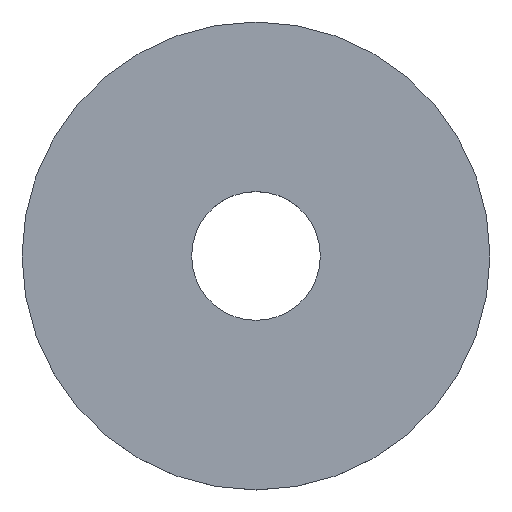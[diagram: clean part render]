
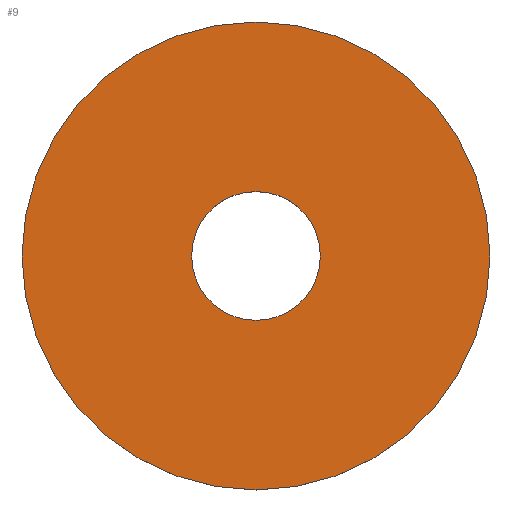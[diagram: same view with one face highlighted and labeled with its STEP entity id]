
A CAD part, top view. The second image highlights one B-rep face of the part: STEP entity #9.
In plain terms, the highlighted planar face has unit normal (0, 0, 1).
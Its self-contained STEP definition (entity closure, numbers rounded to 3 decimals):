
#4 = DIRECTION ( 'NONE',  ( 0., 1., 0. ) ) ;
#9 = ADVANCED_FACE ( 'NONE', ( #34, #117 ), #48, .T. ) ;
#11 = EDGE_LOOP ( 'NONE', ( #12 ) ) ;
#12 = ORIENTED_EDGE ( 'NONE', *, *, #122, .T. ) ;
#13 = CARTESIAN_POINT ( 'NONE',  ( 0., 0., 2.5 ) ) ;
#28 = VERTEX_POINT ( 'NONE', #106 ) ;
#34 = FACE_BOUND ( 'NONE', #11, .T. ) ;
#36 = CARTESIAN_POINT ( 'NONE',  ( 0., 11., 2.5 ) ) ;
#48 = PLANE ( 'NONE',  #130 ) ;
#49 = CIRCLE ( 'NONE', #92, 11. ) ;
#52 = CIRCLE ( 'NONE', #76, 40. ) ;
#61 = CARTESIAN_POINT ( 'NONE',  ( 0., 40., 2.5 ) ) ;
#76 = AXIS2_PLACEMENT_3D ( 'NONE', #13, #110, #154 ) ;
#81 = CARTESIAN_POINT ( 'NONE',  ( 0., 0., 2.5 ) ) ;
#92 = AXIS2_PLACEMENT_3D ( 'NONE', #81, #119, #4 ) ;
#100 = DIRECTION ( 'NONE',  ( 0., 0., 1. ) ) ;
#106 = CARTESIAN_POINT ( 'NONE',  ( 0., 11., 2.5 ) ) ;
#110 = DIRECTION ( 'NONE',  ( 0., 0., -1. ) ) ;
#116 = DIRECTION ( 'NONE',  ( 0., -1., 0. ) ) ;
#117 = FACE_OUTER_BOUND ( 'NONE', #128, .T. ) ;
#119 = DIRECTION ( 'NONE',  ( 0., 0., -1. ) ) ;
#122 = EDGE_CURVE ( 'NONE', #28, #28, #49, .T. ) ;
#128 = EDGE_LOOP ( 'NONE', ( #157 ) ) ;
#130 = AXIS2_PLACEMENT_3D ( 'NONE', #36, #100, #116 ) ;
#145 = VERTEX_POINT ( 'NONE', #61 ) ;
#154 = DIRECTION ( 'NONE',  ( 0., 1., 0. ) ) ;
#157 = ORIENTED_EDGE ( 'NONE', *, *, #168, .F. ) ;
#168 = EDGE_CURVE ( 'NONE', #145, #145, #52, .T. ) ;
